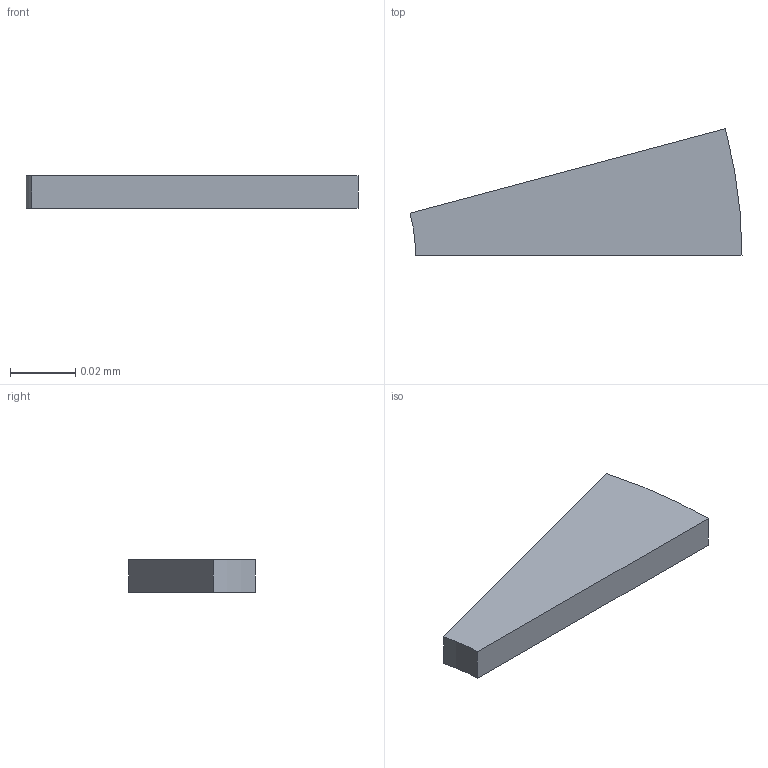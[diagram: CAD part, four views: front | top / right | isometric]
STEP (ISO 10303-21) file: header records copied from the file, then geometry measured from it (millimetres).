
FILE_DESCRIPTION(('Open CASCADE Model'),'2;1');
FILE_NAME('Open CASCADE Shape Model','2026-02-14T10:10:00',('Author'),( 'Open CASCADE'),'Open CASCADE STEP processor 7.8','Open CASCADE 7.8' ,'Unknown');
FILE_SCHEMA(('AUTOMOTIVE_DESIGN { 1 0 10303 214 1 1 1 1 }'));
Length unit declared in the file: millimetre
Products named in the file (3): Open CASCADE STEP translator 7.8 2; Open CASCADE STEP translator 7.8 2.1; Open CASCADE STEP translator 7.8 2.2
Assembly tree (2 placements, depth 2):
  Open CASCADE STEP translator 7.8 2
    Open CASCADE STEP translator 7.8 2.1
    Open CASCADE STEP translator 7.8 2.2
Bounding box: 0.1 x 0.04 x 0.01 mm (x, y, z)
Volume: 0 mm3; surface area: 0 mm2
Topology: 1 solids, 1 shells, 6 faces, 12 edges, 9 vertices
Faces by surface type: plane 4, cylinder 2
Entity records: 370 total; most frequent: CARTESIAN_POINT 66, DIRECTION 56, LINE 28, VECTOR 28, ORIENTED_EDGE 24, PCURVE 24, DEFINITIONAL_REPRESENTATION 24, AXIS2_PLACEMENT_3D 13
